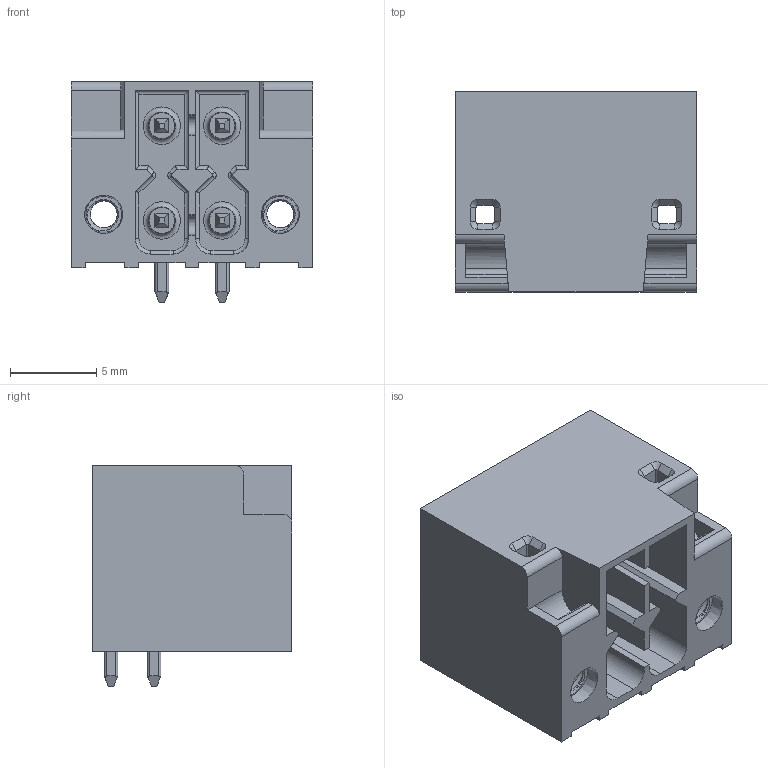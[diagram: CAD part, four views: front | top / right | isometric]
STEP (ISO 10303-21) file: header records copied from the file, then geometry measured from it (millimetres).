
FILE_DESCRIPTION(/* description */ ('Unknown'),/* implementation_level */ '2;1');
FILE_NAME(/* name */ '691778140004',/* time_stamp */ '2024-07-23T16:37:19+02:00',/* author */ ('Unknown'),/* organization */ ('Unknown'),/* preprocessor_version */ 'ST-DEVELOPER v19.4',/* originating_system */ 'Solid Edge',/* authorisation */ 'Unknown');
FILE_SCHEMA (('AUTOMOTIVE_DESIGN {1 0 10303 214 3 1 1}'));
Length unit declared in the file: millimetre
Products named in the file (6): 6917781400xx; 691778140004; 691778110004_Insert; 6917781100xx_Upper Contact; 6917781100xx_Lower Contact; 6913781400xx_Nut
Assembly tree (8 placements, depth 2):
  6917781400xx
    691778140004
    691778110004_Insert
    6917781100xx_Upper Contact  x2
    6917781100xx_Lower Contact  x2
    6913781400xx_Nut  x2
Bounding box: 14 x 11.6 x 12.8 mm (x, y, z)
Volume: 852.9 mm3; surface area: 2361.8 mm2
Topology: 8 solids, 8 shells, 698 faces, 1798 edges, 1118 vertices
Faces by surface type: plane 482, cylinder 168, torus 28, cone 16, bspline 4
Entity records: 18090 total; most frequent: CARTESIAN_POINT 4102, ORIENTED_EDGE 2902, DIRECTION 2812, EDGE_CURVE 1451, LINE 1166, VECTOR 1166, VERTEX_POINT 918, AXIS2_PLACEMENT_3D 823
